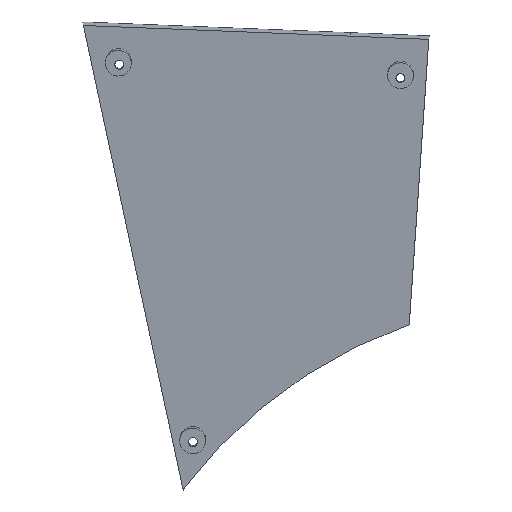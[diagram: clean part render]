
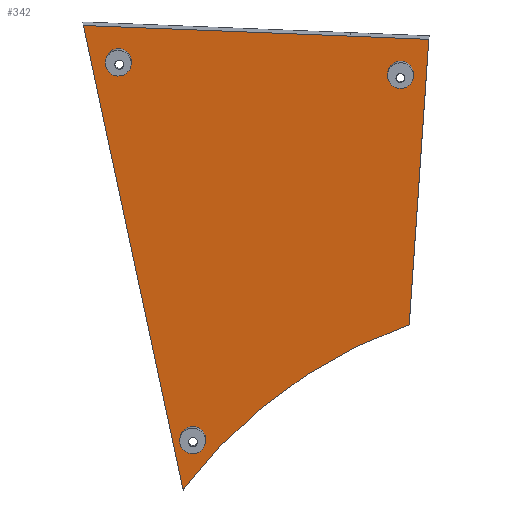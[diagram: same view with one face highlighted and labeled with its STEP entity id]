
A CAD part, top view. The second image highlights one B-rep face of the part: STEP entity #342.
In plain terms, the highlighted planar face has unit normal (-0.014, -0.109, 0.994).
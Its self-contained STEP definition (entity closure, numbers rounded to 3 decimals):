
#15=ELLIPSE('',#381,3.008,3.);
#17=ELLIPSE('',#385,3.008,3.);
#19=ELLIPSE('',#389,3.008,3.);
#33=LINE('',#578,#55);
#36=LINE('',#584,#58);
#39=LINE('',#593,#61);
#41=LINE('',#597,#63);
#55=VECTOR('',#483,10.);
#58=VECTOR('',#488,10.);
#61=VECTOR('',#497,10.);
#63=VECTOR('',#501,10.);
#84=FACE_BOUND('',#138,.T.);
#85=FACE_BOUND('',#139,.T.);
#86=FACE_BOUND('',#140,.T.);
#106=FACE_OUTER_BOUND('',#137,.T.);
#137=EDGE_LOOP('',(#295,#296,#297,#298,#299));
#138=EDGE_LOOP('',(#300));
#139=EDGE_LOOP('',(#301));
#140=EDGE_LOOP('',(#302));
#156=CIRCLE('',#398,112.43);
#169=VERTEX_POINT('',#550);
#171=VERTEX_POINT('',#557);
#173=VERTEX_POINT('',#564);
#176=VERTEX_POINT('',#572);
#178=VERTEX_POINT('',#576);
#180=VERTEX_POINT('',#582);
#183=VERTEX_POINT('',#592);
#184=VERTEX_POINT('',#596);
#203=EDGE_CURVE('',#169,#169,#15,.T.);
#206=EDGE_CURVE('',#171,#171,#17,.T.);
#209=EDGE_CURVE('',#173,#173,#19,.T.);
#215=EDGE_CURVE('',#176,#178,#33,.T.);
#218=EDGE_CURVE('',#178,#180,#36,.T.);
#222=EDGE_CURVE('',#183,#176,#39,.T.);
#224=EDGE_CURVE('',#180,#184,#41,.T.);
#225=EDGE_CURVE('',#184,#183,#156,.T.);
#295=ORIENTED_EDGE('',*,*,#215,.T.);
#296=ORIENTED_EDGE('',*,*,#218,.T.);
#297=ORIENTED_EDGE('',*,*,#224,.T.);
#298=ORIENTED_EDGE('',*,*,#225,.T.);
#299=ORIENTED_EDGE('',*,*,#222,.T.);
#300=ORIENTED_EDGE('',*,*,#203,.T.);
#301=ORIENTED_EDGE('',*,*,#206,.T.);
#302=ORIENTED_EDGE('',*,*,#209,.T.);
#321=PLANE('',#397);
#342=ADVANCED_FACE('',(#106,#84,#85,#86),#321,.T.);
#381=AXIS2_PLACEMENT_3D('',#551,#453,#454);
#385=AXIS2_PLACEMENT_3D('',#558,#462,#463);
#389=AXIS2_PLACEMENT_3D('',#565,#471,#472);
#397=AXIS2_PLACEMENT_3D('',#595,#499,#500);
#398=AXIS2_PLACEMENT_3D('',#598,#502,#503);
#453=DIRECTION('center_axis',(0.014,0.109,-0.994));
#454=DIRECTION('ref_axis',(-0.042,-0.993,-0.11));
#462=DIRECTION('center_axis',(0.014,0.109,-0.994));
#463=DIRECTION('ref_axis',(-0.042,-0.993,-0.11));
#471=DIRECTION('center_axis',(0.014,0.109,-0.994));
#472=DIRECTION('ref_axis',(-0.042,-0.993,-0.11));
#483=DIRECTION('',(-0.999,0.041,-0.009));
#488=DIRECTION('',(-0.999,0.04,-0.009));
#497=DIRECTION('',(0.068,0.992,0.11));
#499=DIRECTION('center_axis',(-0.014,-0.109,0.994));
#500=DIRECTION('ref_axis',(0.976,0.214,0.037));
#501=DIRECTION('',(0.209,-0.972,-0.104));
#502=DIRECTION('center_axis',(0.014,0.109,-0.994));
#503=DIRECTION('ref_axis',(-0.263,0.959,0.102));
#550=CARTESIAN_POINT('',(-121.986,9.822,1.217));
#551=CARTESIAN_POINT('Origin',(-119.037,9.271,1.197));
#557=CARTESIAN_POINT('',(-139.235,97.48,10.607));
#558=CARTESIAN_POINT('Origin',(-136.286,96.93,10.588));
#564=CARTESIAN_POINT('',(-73.756,94.586,11.192));
#565=CARTESIAN_POINT('Origin',(-70.807,94.035,11.173));
#572=CARTESIAN_POINT('',(-64.27,102.092,12.148));
#576=CARTESIAN_POINT('',(-82.377,102.841,11.98));
#578=CARTESIAN_POINT('',(-110.049,103.986,11.724));
#582=CARTESIAN_POINT('',(-144.432,105.314,11.396));
#584=CARTESIAN_POINT('',(-110.239,103.951,11.718));
#592=CARTESIAN_POINT('',(-68.808,35.91,4.816));
#593=CARTESIAN_POINT('',(-69.641,23.758,3.47));
#595=CARTESIAN_POINT('Origin',(-122.255,-7.203,-0.656));
#596=CARTESIAN_POINT('',(-121.3,-2.466,-0.123));
#597=CARTESIAN_POINT('',(-127.043,24.294,2.737));
#598=CARTESIAN_POINT('Origin',(-31.228,-69.475,-6.241));
